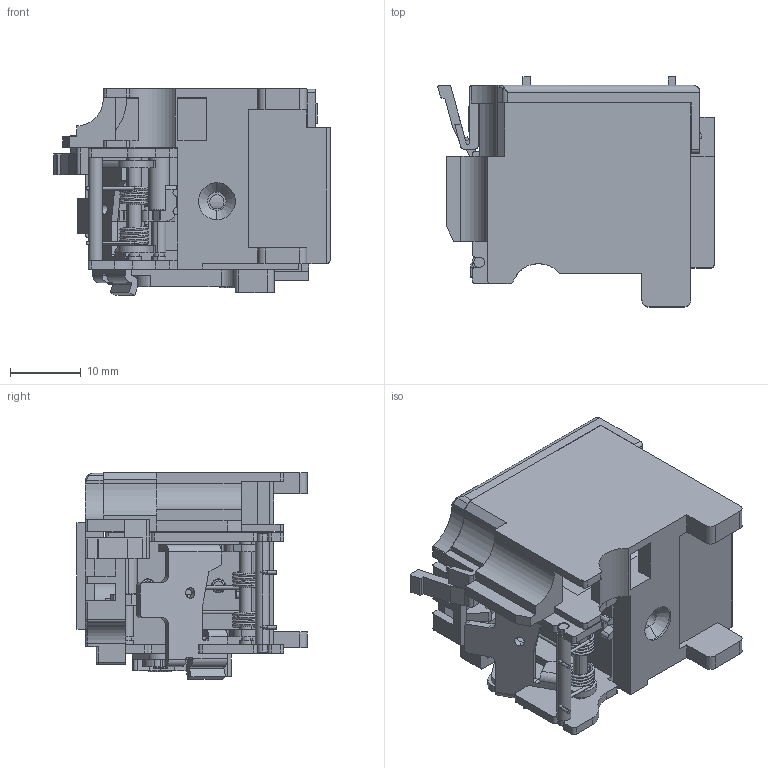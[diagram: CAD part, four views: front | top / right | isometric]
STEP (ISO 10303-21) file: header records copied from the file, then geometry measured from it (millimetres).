
FILE_DESCRIPTION((''),'2;1');
FILE_NAME('NM8-100_ASM','2021-09-16T13:16:25',('zhxmin'),(''),'CREO PARAMETRIC BY PTC INC, 2018020','CREO PARAMETRIC BY PTC INC, 2018020','');
FILE_SCHEMA(('CONFIG_CONTROL_DESIGN','SHAPE_APPEARANCE_LAYERS_GROUPS'));
Length unit declared in the file: metre
Products named in the file (17): 3WL8_024_691; WL8_615_HHH; WL8_630_002; WL8_600_007; WL8_288_061; WL8_210_120; WL8_205_277; 3WL8_310_158; WL8_279_008; WL8_235_292; WL8_205_276; WL8_279_007; WL8_732_019; WL8_612_068; WL8_612_067; NM8-100_1_ASM; NM8-100_ASM
Assembly tree (17 placements, depth 3):
  NM8-100_ASM
    NM8-100_1_ASM
      3WL8_024_691
      WL8_615_HHH
      WL8_630_002
      WL8_600_007
      WL8_288_061
      WL8_210_120
      WL8_205_277
      3WL8_310_158
      WL8_279_008
      WL8_235_292
      WL8_205_276  x2
      WL8_279_007
      WL8_732_019
      WL8_612_068
      WL8_612_067
Bounding box: 39.03 x 32.5 x 29.2 mm (x, y, z)
Volume: 9820.5 mm3; surface area: 15895.8 mm2
Topology: 16 solids, 16 shells, 710 faces, 1935 edges, 1259 vertices
Faces by surface type: plane 364, cylinder 265, torus 54, cone 14, bspline 10, sphere 3
Entity records: 45910 total; most frequent: CARTESIAN_POINT 22144, DIRECTION 3994, ORIENTED_EDGE 3816, EDGE_CURVE 1908, AXIS2_PLACEMENT_3D 1401, VERTEX_POINT 1243, VECTOR 1192, LINE 1192
